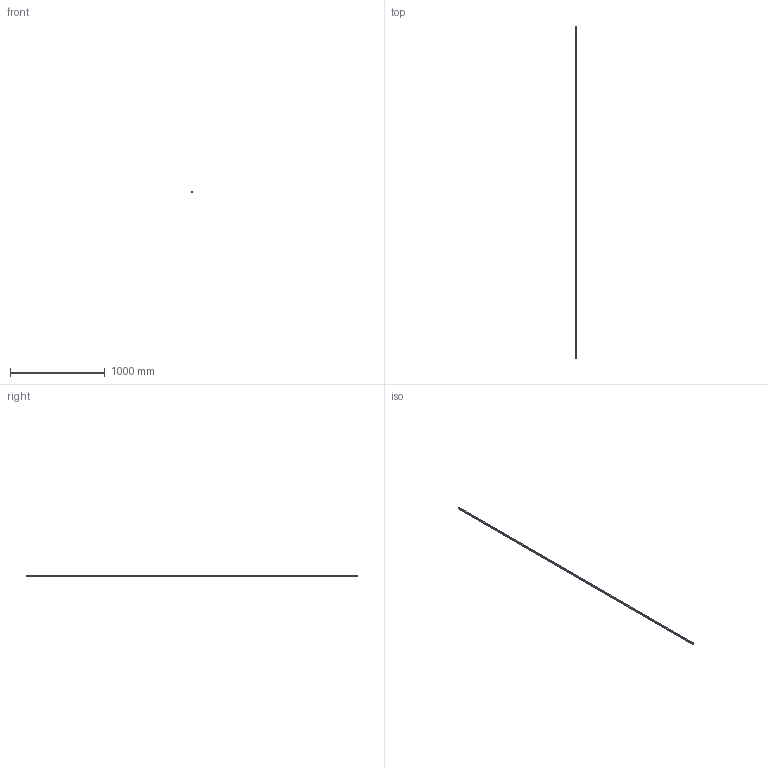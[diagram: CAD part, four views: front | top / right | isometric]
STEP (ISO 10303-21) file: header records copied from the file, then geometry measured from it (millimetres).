
FILE_DESCRIPTION(('STEP AP214'),'1');
FILE_NAME('cctmp_C3773907-E9E3-4A0B-A35F-9FC1A083F9BA_2021_02_02_11_56_25_0979..stp','2021-02-02T10:56:26',('HIWIN GmbH'),('CADClick - www.CADClick.com'),'Spatial InterOp 3D',' ','unknown authorization');
FILE_SCHEMA(('AUTOMOTIVE_DESIGN'));
Length unit declared in the file: millimetre
Products named in the file (1): EGR15U3500C_FILE
Bounding box: 15 x 3500 x 12.5 mm (x, y, z)
Volume: 557338.7 mm3; surface area: 213253.2 mm2
Topology: 1 solids, 1 shells, 693 faces, 1707 edges, 1138 vertices
Faces by surface type: cylinder 372, plane 321
Entity records: 26569 total; most frequent: DIRECTION 4075, CARTESIAN_POINT 3539, ORIENTED_EDGE 3414, EDGE_CURVE 1707, AXIS2_PLACEMENT_3D 1674, VERTEX_POINT 1138, EDGE_LOOP 815, CIRCLE 744
